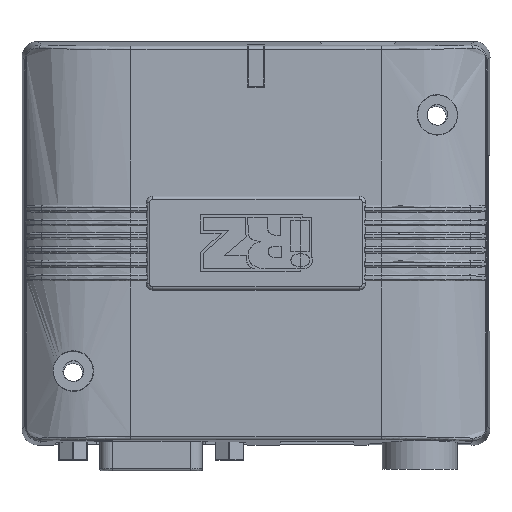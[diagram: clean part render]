
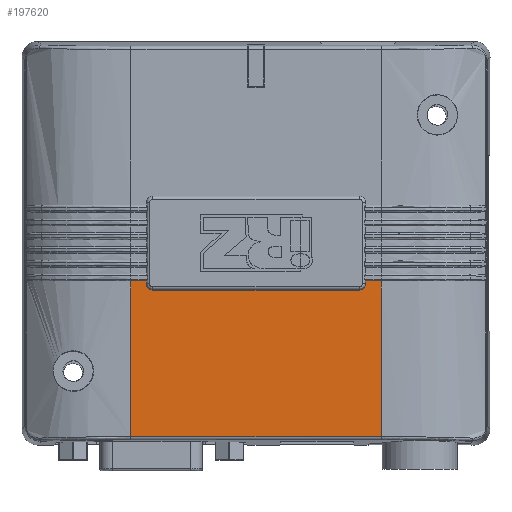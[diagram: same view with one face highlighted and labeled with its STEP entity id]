
A CAD part, top view. The second image highlights one B-rep face of the part: STEP entity #197620.
In plain terms, the highlighted planar face has unit normal (0, 0, 1).
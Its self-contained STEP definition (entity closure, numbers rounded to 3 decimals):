
#2047 = CARTESIAN_POINT ( 'NONE',  ( -20., -6.05, 15.456 ) ) ;
#8133 = CARTESIAN_POINT ( 'NONE',  ( -20., -30.966, 15.456 ) ) ;
#10743 = DIRECTION ( 'NONE',  ( 1., 0., 0. ) ) ;
#12862 = VERTEX_POINT ( 'NONE', #38649 ) ;
#18932 = VECTOR ( 'NONE', #214596, 1000. ) ;
#19439 = FACE_OUTER_BOUND ( 'NONE', #180443, .T. ) ;
#19938 = CARTESIAN_POINT ( 'NONE',  ( -20., -30.966, 15.456 ) ) ;
#24983 = LINE ( 'NONE', #134487, #73471 ) ;
#31648 = CARTESIAN_POINT ( 'NONE',  ( 17.086, -7.5, 15.456 ) ) ;
#36513 = AXIS2_PLACEMENT_3D ( 'NONE', #189358, #65784, #210142 ) ;
#38649 = CARTESIAN_POINT ( 'NONE',  ( 17.5, -6.5, 15.456 ) ) ;
#39118 = EDGE_CURVE ( 'NONE', #40088, #115334, #157481, .T. ) ;
#39494 = VECTOR ( 'NONE', #217616, 1000. ) ;
#40088 = VERTEX_POINT ( 'NONE', #88340 ) ;
#42189 = ORIENTED_EDGE ( 'NONE', *, *, #70654, .F. ) ;
#51749 = CARTESIAN_POINT ( 'NONE',  ( -17.392, -7.022, 15.456 ) ) ;
#53030 = DIRECTION ( 'NONE',  ( -1., 0., 0. ) ) ;
#53687 = CARTESIAN_POINT ( 'NONE',  ( 20., -30.966, 15.456 ) ) ;
#63922 = EDGE_CURVE ( 'NONE', #182754, #110621, #86019, .T. ) ;
#64993 = VECTOR ( 'NONE', #172353, 1000. ) ;
#65784 = DIRECTION ( 'NONE',  ( 0., 0., -1. ) ) ;
#66640 = VERTEX_POINT ( 'NONE', #91045 ) ;
#70654 = EDGE_CURVE ( 'NONE', #182754, #40088, #24983, .T. ) ;
#72492 = CARTESIAN_POINT ( 'NONE',  ( -16.762, -7.5, 15.456 ) ) ;
#72635 = CARTESIAN_POINT ( 'NONE',  ( 17.5, -6.05, 15.456 ) ) ;
#73133 = CARTESIAN_POINT ( 'NONE',  ( 17.5, -7.086, 15.456 ) ) ;
#73471 = VECTOR ( 'NONE', #10743, 1000. ) ;
#84755 = PLANE ( 'NONE',  #36513 ) ;
#86019 = B_SPLINE_CURVE_WITH_KNOTS ( 'NONE', 3,
 ( #90378, #214046, #131862, #8133 ),
 .UNSPECIFIED., .F., .F.,
 ( 4, 4 ),
 ( 0., 1. ),
 .UNSPECIFIED. ) ;
#88340 = CARTESIAN_POINT ( 'NONE',  ( -17.5, -6.05, 15.456 ) ) ;
#90378 = CARTESIAN_POINT ( 'NONE',  ( -20., -6.05, 15.456 ) ) ;
#91045 = CARTESIAN_POINT ( 'NONE',  ( 16.5, -7.5, 15.456 ) ) ;
#91474 = B_SPLINE_CURVE_WITH_KNOTS ( 'NONE', 3,
 ( #154507, #175236, #51749, #196047, #72492, #216892 ),
 .UNSPECIFIED., .F., .F.,
 ( 4, 2, 4 ),
 ( 0., 0.5, 1. ),
 .UNSPECIFIED. ) ;
#97007 = LINE ( 'NONE', #153985, #255267 ) ;
#99566 = EDGE_CURVE ( 'NONE', #12862, #176751, #181105, .T. ) ;
#101273 =( BOUNDED_CURVE ( )  B_SPLINE_CURVE ( 3, ( #175887, #31648, #73133, #217558 ),
 .UNSPECIFIED., .F., .F. ) 
 B_SPLINE_CURVE_WITH_KNOTS ( ( 4, 4 ),
 ( 0., 1. ),
 .UNSPECIFIED. ) 
 CURVE ( )  GEOMETRIC_REPRESENTATION_ITEM ( )  RATIONAL_B_SPLINE_CURVE ( ( 1., 0.805, 0.805, 1. ) ) 
 REPRESENTATION_ITEM ( '' )  );
#110325 = EDGE_CURVE ( 'NONE', #115334, #162081, #91474, .T. ) ;
#110621 = VERTEX_POINT ( 'NONE', #19938 ) ;
#113401 = EDGE_CURVE ( 'NONE', #66640, #12862, #101273, .T. ) ;
#114706 = VECTOR ( 'NONE', #53030, 1000. ) ;
#115334 = VERTEX_POINT ( 'NONE', #241755 ) ;
#120596 = DIRECTION ( 'NONE',  ( 0., -1., 0. ) ) ;
#123437 = ORIENTED_EDGE ( 'NONE', *, *, #212709, .F. ) ;
#129640 = ORIENTED_EDGE ( 'NONE', *, *, #135193, .F. ) ;
#131862 = CARTESIAN_POINT ( 'NONE',  ( -20., -22.66, 15.456 ) ) ;
#134487 = CARTESIAN_POINT ( 'NONE',  ( -20., -6.05, 15.456 ) ) ;
#135193 = EDGE_CURVE ( 'NONE', #230721, #176799, #197619, .T. ) ;
#146143 = EDGE_CURVE ( 'NONE', #176751, #230721, #183599, .T. ) ;
#150112 = CARTESIAN_POINT ( 'NONE',  ( -16.5, -7.5, 15.456 ) ) ;
#151077 = VECTOR ( 'NONE', #120596, 1000. ) ;
#151591 = CARTESIAN_POINT ( 'NONE',  ( 17.5, -6.5, 15.456 ) ) ;
#153985 = CARTESIAN_POINT ( 'NONE',  ( 16.5, -7.5, 15.456 ) ) ;
#154507 = CARTESIAN_POINT ( 'NONE',  ( -17.5, -6.5, 15.456 ) ) ;
#157481 = LINE ( 'NONE', #243283, #151077 ) ;
#162081 = VERTEX_POINT ( 'NONE', #150112 ) ;
#169498 = LINE ( 'NONE', #237988, #114706 ) ;
#169837 = ORIENTED_EDGE ( 'NONE', *, *, #113401, .F. ) ;
#172353 = DIRECTION ( 'NONE',  ( 0., 1., 0. ) ) ;
#175236 = CARTESIAN_POINT ( 'NONE',  ( -17.5, -6.762, 15.456 ) ) ;
#175887 = CARTESIAN_POINT ( 'NONE',  ( 16.5, -7.5, 15.456 ) ) ;
#176751 = VERTEX_POINT ( 'NONE', #72635 ) ;
#176799 = VERTEX_POINT ( 'NONE', #53687 ) ;
#178844 = DIRECTION ( 'NONE',  ( 1., 0., 0. ) ) ;
#180443 = EDGE_LOOP ( 'NONE', ( #227323, #169837, #225274, #266573, #192792, #42189, #239680, #123437, #129640, #235091 ) ) ;
#181105 = LINE ( 'NONE', #151591, #64993 ) ;
#182754 = VERTEX_POINT ( 'NONE', #2047 ) ;
#183599 = LINE ( 'NONE', #194595, #18932 ) ;
#189358 = CARTESIAN_POINT ( 'NONE',  ( -20., 0., 15.456 ) ) ;
#192792 = ORIENTED_EDGE ( 'NONE', *, *, #39118, .F. ) ;
#194595 = CARTESIAN_POINT ( 'NONE',  ( -20., -6.05, 15.456 ) ) ;
#196047 = CARTESIAN_POINT ( 'NONE',  ( -17.022, -7.392, 15.456 ) ) ;
#197620 = ADVANCED_FACE ( 'NONE', ( #19439 ), #84755, .F. ) ;
#197619 = LINE ( 'NONE', #216711, #39494 ) ;
#208396 = EDGE_CURVE ( 'NONE', #162081, #66640, #97007, .T. ) ;
#210142 = DIRECTION ( 'NONE',  ( -1., 0., 0. ) ) ;
#212709 = EDGE_CURVE ( 'NONE', #176799, #110621, #169498, .T. ) ;
#214046 = CARTESIAN_POINT ( 'NONE',  ( -20., -14.355, 15.456 ) ) ;
#214596 = DIRECTION ( 'NONE',  ( 1., 0., 0. ) ) ;
#216711 = CARTESIAN_POINT ( 'NONE',  ( 20., 0., 15.456 ) ) ;
#216892 = CARTESIAN_POINT ( 'NONE',  ( -16.5, -7.5, 15.456 ) ) ;
#217558 = CARTESIAN_POINT ( 'NONE',  ( 17.5, -6.5, 15.456 ) ) ;
#217616 = DIRECTION ( 'NONE',  ( 0., -1., 0. ) ) ;
#225274 = ORIENTED_EDGE ( 'NONE', *, *, #208396, .F. ) ;
#227323 = ORIENTED_EDGE ( 'NONE', *, *, #99566, .F. ) ;
#230721 = VERTEX_POINT ( 'NONE', #231213 ) ;
#231213 = CARTESIAN_POINT ( 'NONE',  ( 20., -6.05, 15.456 ) ) ;
#235091 = ORIENTED_EDGE ( 'NONE', *, *, #146143, .F. ) ;
#237988 = CARTESIAN_POINT ( 'NONE',  ( -20., -30.966, 15.456 ) ) ;
#239680 = ORIENTED_EDGE ( 'NONE', *, *, #63922, .T. ) ;
#241755 = CARTESIAN_POINT ( 'NONE',  ( -17.5, -6.5, 15.456 ) ) ;
#243283 = CARTESIAN_POINT ( 'NONE',  ( -17.5, -6.5, 15.456 ) ) ;
#255267 = VECTOR ( 'NONE', #178844, 1000. ) ;
#266573 = ORIENTED_EDGE ( 'NONE', *, *, #110325, .F. ) ;
